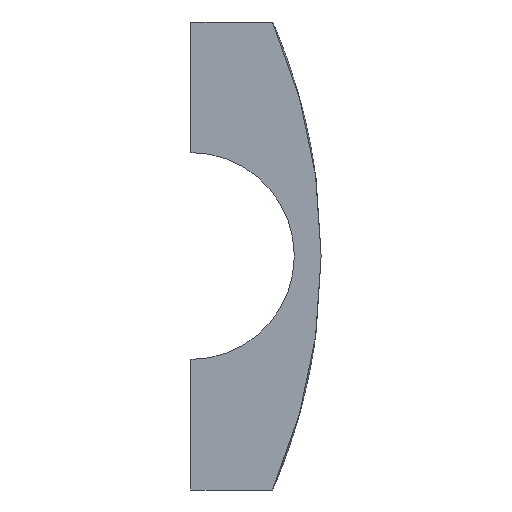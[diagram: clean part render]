
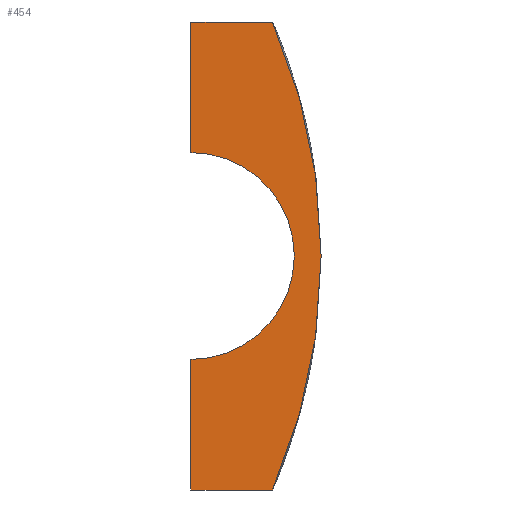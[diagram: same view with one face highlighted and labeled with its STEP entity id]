
A CAD part, left-side view. The second image highlights one B-rep face of the part: STEP entity #454.
In plain terms, the highlighted planar face has unit normal (-1, 0, 0).
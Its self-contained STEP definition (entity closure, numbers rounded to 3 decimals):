
#23=PLANE('',#501);
#34=CIRCLE('',#492,54.);
#40=CIRCLE('',#502,9.5);
#65=LINE('',#793,#95);
#66=LINE('',#799,#96);
#71=LINE('',#815,#101);
#73=LINE('',#818,#103);
#95=VECTOR('',#560,1000.);
#96=VECTOR('',#567,1000.);
#101=VECTOR('',#578,1000.);
#103=VECTOR('',#582,1000.);
#150=ORIENTED_EDGE('',*,*,#263,.F.);
#151=ORIENTED_EDGE('',*,*,#236,.F.);
#152=ORIENTED_EDGE('',*,*,#251,.T.);
#153=ORIENTED_EDGE('',*,*,#261,.T.);
#154=ORIENTED_EDGE('',*,*,#264,.F.);
#155=ORIENTED_EDGE('',*,*,#254,.T.);
#236=EDGE_CURVE('',#294,#295,#34,.T.);
#251=EDGE_CURVE('',#294,#307,#65,.T.);
#254=EDGE_CURVE('',#310,#311,#66,.T.);
#261=EDGE_CURVE('',#307,#317,#71,.T.);
#263=EDGE_CURVE('',#295,#311,#73,.T.);
#264=EDGE_CURVE('',#310,#317,#40,.F.);
#294=VERTEX_POINT('',#750);
#295=VERTEX_POINT('',#752);
#307=VERTEX_POINT('',#792);
#310=VERTEX_POINT('',#800);
#311=VERTEX_POINT('',#801);
#317=VERTEX_POINT('',#814);
#352=EDGE_LOOP('',(#150,#151,#152,#153,#154,#155));
#400=FACE_BOUND('',#352,.T.);
#454=ADVANCED_FACE('',(#400),#23,.F.);
#492=AXIS2_PLACEMENT_3D('',#751,#544,#545);
#501=AXIS2_PLACEMENT_3D('',#817,#580,#581);
#502=AXIS2_PLACEMENT_3D('',#819,#583,#584);
#544=DIRECTION('',(1.,0.,0.));
#545=DIRECTION('',(0.,0.,-1.));
#560=DIRECTION('',(0.,1.,0.));
#567=DIRECTION('',(0.,0.,-1.));
#578=DIRECTION('',(0.,0.,-1.));
#580=DIRECTION('',(1.,0.,0.));
#581=DIRECTION('',(0.,0.,-1.));
#582=DIRECTION('',(0.,1.,0.));
#583=DIRECTION('',(1.,0.,0.));
#584=DIRECTION('',(0.,0.,-1.));
#750=CARTESIAN_POINT('',(-27.5,42.5,21.5));
#751=CARTESIAN_POINT('',(-27.5,92.035,0.));
#752=CARTESIAN_POINT('',(-27.5,42.5,-21.5));
#792=CARTESIAN_POINT('',(-27.5,50.,21.5));
#793=CARTESIAN_POINT('',(-27.5,38.,21.5));
#799=CARTESIAN_POINT('',(-27.5,50.,21.5));
#800=CARTESIAN_POINT('',(-27.5,50.,-9.5));
#801=CARTESIAN_POINT('',(-27.5,50.,-21.5));
#814=CARTESIAN_POINT('',(-27.5,50.,9.5));
#815=CARTESIAN_POINT('',(-27.5,50.,21.5));
#817=CARTESIAN_POINT('',(-27.5,38.,21.5));
#818=CARTESIAN_POINT('',(-27.5,38.,-21.5));
#819=CARTESIAN_POINT('',(-27.5,50.,0.));
